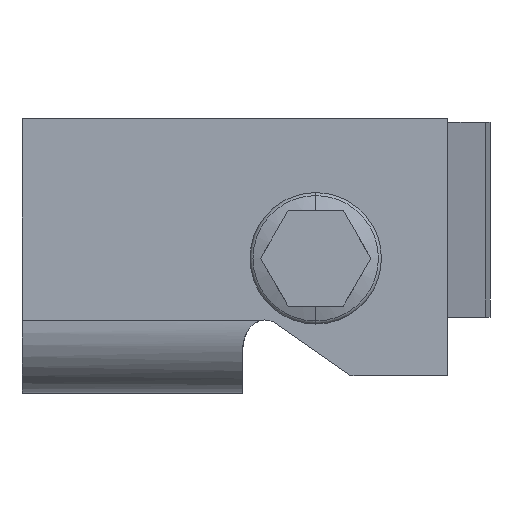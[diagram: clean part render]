
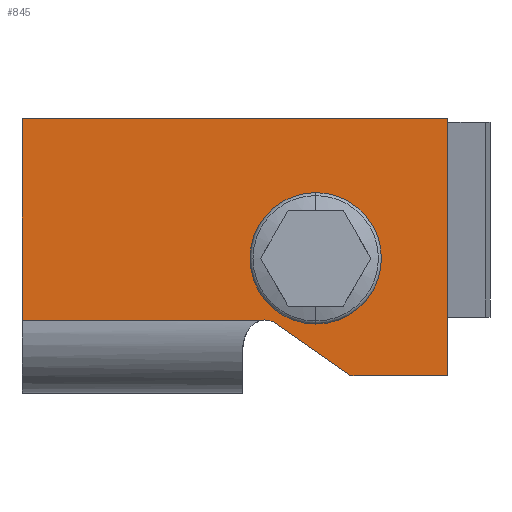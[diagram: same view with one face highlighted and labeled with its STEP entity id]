
A CAD part, front view. The second image highlights one B-rep face of the part: STEP entity #845.
In plain terms, the highlighted face is planar.
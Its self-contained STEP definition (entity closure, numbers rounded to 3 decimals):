
#49 = CIRCLE ( 'NONE', #1288, 3.4 ) ;
#116 = EDGE_CURVE ( 'NONE', #1228, #1155, #420, .T. ) ;
#146 = CARTESIAN_POINT ( 'NONE',  ( 33., 31., -9.94 ) ) ;
#155 = DIRECTION ( 'NONE',  ( 0., -1., 0. ) ) ;
#205 = LINE ( 'NONE', #1382, #2386 ) ;
#381 = FACE_OUTER_BOUND ( 'NONE', #1347, .T. ) ;
#392 = AXIS2_PLACEMENT_3D ( 'NONE', #1711, #1944, #1924 ) ;
#420 = LINE ( 'NONE', #550, #1962 ) ;
#462 = EDGE_CURVE ( 'NONE', #1451, #2044, #614, .T. ) ;
#481 = EDGE_CURVE ( 'NONE', #1937, #1451, #545, .T. ) ;
#489 = DIRECTION ( 'NONE',  ( 0., -1., 0. ) ) ;
#543 = ORIENTED_EDGE ( 'NONE', *, *, #1872, .T. ) ;
#545 = LINE ( 'NONE', #2696, #1851 ) ;
#550 = CARTESIAN_POINT ( 'NONE',  ( 58., 31., -37.371 ) ) ;
#553 = DIRECTION ( 'NONE',  ( 0.819, 0., 0.574 ) ) ;
#569 = VERTEX_POINT ( 'NONE', #652 ) ;
#594 = DIRECTION ( 'NONE',  ( 0., 0., 1. ) ) ;
#614 = LINE ( 'NONE', #146, #1620 ) ;
#624 = CARTESIAN_POINT ( 'NONE',  ( 0., 31., -37.371 ) ) ;
#652 = CARTESIAN_POINT ( 'NONE',  ( 40., 31., -21.771 ) ) ;
#666 = EDGE_CURVE ( 'NONE', #2557, #1228, #2220, .T. ) ;
#843 = DIRECTION ( 'NONE',  ( 1., 0., 0. ) ) ;
#845 = ADVANCED_FACE ( 'NONE', ( #1783, #381 ), #1071, .F. ) ;
#892 = VERTEX_POINT ( 'NONE', #1749 ) ;
#925 = CARTESIAN_POINT ( 'NONE',  ( 0., 31., -37.371 ) ) ;
#927 = AXIS2_PLACEMENT_3D ( 'NONE', #1181, #155, #1839 ) ;
#1036 = ORIENTED_EDGE ( 'NONE', *, *, #1752, .T. ) ;
#1071 = PLANE ( 'NONE',  #392 ) ;
#1086 = ORIENTED_EDGE ( 'NONE', *, *, #462, .T. ) ;
#1092 = VECTOR ( 'NONE', #2577, 1000. ) ;
#1096 = EDGE_CURVE ( 'NONE', #2502, #2557, #205, .T. ) ;
#1155 = VERTEX_POINT ( 'NONE', #1654 ) ;
#1181 = CARTESIAN_POINT ( 'NONE',  ( 33., 31., -6.971 ) ) ;
#1186 = DIRECTION ( 'NONE',  ( 0., -1., 0. ) ) ;
#1228 = VERTEX_POINT ( 'NONE', #1483 ) ;
#1286 = CARTESIAN_POINT ( 'NONE',  ( 58., 31., -2.371 ) ) ;
#1288 = AXIS2_PLACEMENT_3D ( 'NONE', #1585, #1186, #2630 ) ;
#1347 = EDGE_LOOP ( 'NONE', ( #2707, #1086, #543, #1522, #2139, #2479, #1495 ) ) ;
#1382 = CARTESIAN_POINT ( 'NONE',  ( 44.8, 31., -2.371 ) ) ;
#1451 = VERTEX_POINT ( 'NONE', #2039 ) ;
#1483 = CARTESIAN_POINT ( 'NONE',  ( 58., 31., -2.371 ) ) ;
#1495 = ORIENTED_EDGE ( 'NONE', *, *, #2489, .T. ) ;
#1505 = CIRCLE ( 'NONE', #927, 3. ) ;
#1522 = ORIENTED_EDGE ( 'NONE', *, *, #1096, .T. ) ;
#1575 = EDGE_LOOP ( 'NONE', ( #1753, #1036 ) ) ;
#1585 = CARTESIAN_POINT ( 'NONE',  ( 40., 31., -18.371 ) ) ;
#1620 = VECTOR ( 'NONE', #1993, 1000. ) ;
#1649 = VECTOR ( 'NONE', #843, 1000. ) ;
#1654 = CARTESIAN_POINT ( 'NONE',  ( 58., 31., -37.371 ) ) ;
#1711 = CARTESIAN_POINT ( 'NONE',  ( 33., 31., -6.971 ) ) ;
#1749 = CARTESIAN_POINT ( 'NONE',  ( 40., 31., -14.971 ) ) ;
#1752 = EDGE_CURVE ( 'NONE', #892, #569, #2330, .T. ) ;
#1753 = ORIENTED_EDGE ( 'NONE', *, *, #2706, .T. ) ;
#1783 = FACE_BOUND ( 'NONE', #1575, .T. ) ;
#1839 = DIRECTION ( 'NONE',  ( -1., 0., 0. ) ) ;
#1851 = VECTOR ( 'NONE', #594, 1000. ) ;
#1872 = EDGE_CURVE ( 'NONE', #2044, #2502, #1505, .T. ) ;
#1924 = DIRECTION ( 'NONE',  ( -1., 0., 0. ) ) ;
#1937 = VERTEX_POINT ( 'NONE', #624 ) ;
#1944 = DIRECTION ( 'NONE',  ( 0., -1., 0. ) ) ;
#1946 = DIRECTION ( 'NONE',  ( 0., 0., -1. ) ) ;
#1956 = AXIS2_PLACEMENT_3D ( 'NONE', #2580, #489, #1946 ) ;
#1962 = VECTOR ( 'NONE', #2190, 1000. ) ;
#1993 = DIRECTION ( 'NONE',  ( 1., 0., 0. ) ) ;
#2039 = CARTESIAN_POINT ( 'NONE',  ( 0., 31., -9.94 ) ) ;
#2044 = VERTEX_POINT ( 'NONE', #2061 ) ;
#2061 = CARTESIAN_POINT ( 'NONE',  ( 32.567, 31., -9.94 ) ) ;
#2139 = ORIENTED_EDGE ( 'NONE', *, *, #666, .T. ) ;
#2190 = DIRECTION ( 'NONE',  ( 0., 0., -1. ) ) ;
#2220 = LINE ( 'NONE', #1286, #1649 ) ;
#2330 = CIRCLE ( 'NONE', #1956, 3.4 ) ;
#2358 = LINE ( 'NONE', #925, #1092 ) ;
#2386 = VECTOR ( 'NONE', #553, 1000. ) ;
#2398 = CARTESIAN_POINT ( 'NONE',  ( 34.721, 31., -9.429 ) ) ;
#2479 = ORIENTED_EDGE ( 'NONE', *, *, #116, .T. ) ;
#2489 = EDGE_CURVE ( 'NONE', #1155, #1937, #2358, .T. ) ;
#2502 = VERTEX_POINT ( 'NONE', #2398 ) ;
#2557 = VERTEX_POINT ( 'NONE', #2604 ) ;
#2577 = DIRECTION ( 'NONE',  ( -1., 0., 0. ) ) ;
#2580 = CARTESIAN_POINT ( 'NONE',  ( 40., 31., -18.371 ) ) ;
#2604 = CARTESIAN_POINT ( 'NONE',  ( 44.8, 31., -2.371 ) ) ;
#2630 = DIRECTION ( 'NONE',  ( 0., 0., -1. ) ) ;
#2696 = CARTESIAN_POINT ( 'NONE',  ( 0., 31., 80.629 ) ) ;
#2706 = EDGE_CURVE ( 'NONE', #569, #892, #49, .T. ) ;
#2707 = ORIENTED_EDGE ( 'NONE', *, *, #481, .T. ) ;
